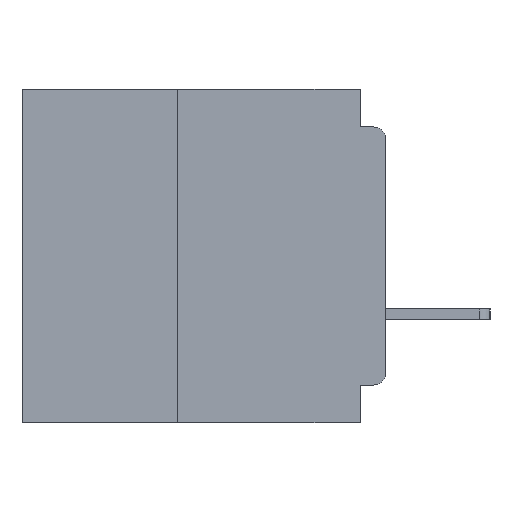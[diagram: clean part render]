
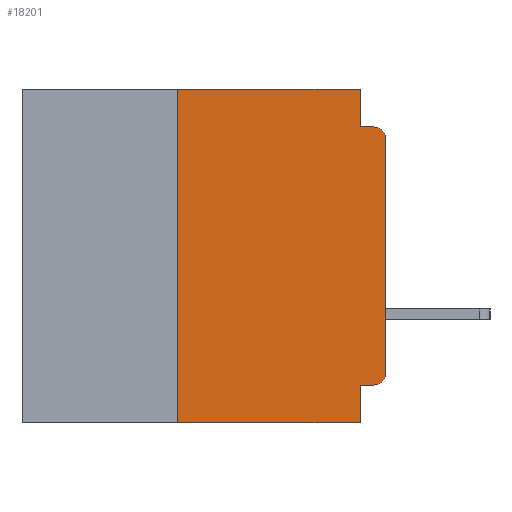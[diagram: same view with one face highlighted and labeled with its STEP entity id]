
A CAD part, left-side view. The second image highlights one B-rep face of the part: STEP entity #18201.
In plain terms, the highlighted planar face has unit normal (-1, 0, 0).
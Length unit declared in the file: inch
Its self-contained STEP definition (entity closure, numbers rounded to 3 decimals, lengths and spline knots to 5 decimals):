
#140 = EDGE_CURVE ( 'NONE', #23474, #14243, #32459, .T. ) ;
#667 = DIRECTION ( 'NONE',  ( 0., -1., 0. ) ) ;
#868 = CARTESIAN_POINT ( 'NONE',  ( 0., 0.031, -0.355 ) ) ;
#1114 = VECTOR ( 'NONE', #20148, 39.37008 ) ;
#1239 = EDGE_CURVE ( 'NONE', #29420, #4905, #8401, .T. ) ;
#1414 = EDGE_CURVE ( 'NONE', #29420, #23474, #2857, .T. ) ;
#1886 = AXIS2_PLACEMENT_3D ( 'NONE', #34547, #16960, #37493 ) ;
#2011 = VECTOR ( 'NONE', #20539, 39.37008 ) ;
#2857 = CIRCLE ( 'NONE', #18207, 0.015 ) ;
#2911 = CARTESIAN_POINT ( 'NONE',  ( 0., 0.437, 0. ) ) ;
#3200 = VERTEX_POINT ( 'NONE', #18411 ) ;
#3322 = ORIENTED_EDGE ( 'NONE', *, *, #27382, .T. ) ;
#3968 = ORIENTED_EDGE ( 'NONE', *, *, #4582, .F. ) ;
#4064 = CARTESIAN_POINT ( 'NONE',  ( 0., 0., -0.34 ) ) ;
#4201 = ORIENTED_EDGE ( 'NONE', *, *, #1239, .F. ) ;
#4582 = EDGE_CURVE ( 'NONE', #3200, #22658, #29957, .T. ) ;
#4599 = CARTESIAN_POINT ( 'NONE',  ( 0., 0., -0.06 ) ) ;
#4905 = VERTEX_POINT ( 'NONE', #868 ) ;
#5890 = DIRECTION ( 'NONE',  ( 0., 0., -1. ) ) ;
#6928 = VERTEX_POINT ( 'NONE', #19680 ) ;
#7162 = VECTOR ( 'NONE', #667, 39.37008 ) ;
#8035 = DIRECTION ( 'NONE',  ( 0., 0., -1. ) ) ;
#8401 = LINE ( 'NONE', #14878, #16265 ) ;
#8545 = CARTESIAN_POINT ( 'NONE',  ( 0., 0.031, -0.4 ) ) ;
#8969 = VERTEX_POINT ( 'NONE', #13574 ) ;
#9832 = LINE ( 'NONE', #14621, #2011 ) ;
#9898 = CARTESIAN_POINT ( 'NONE',  ( 0., 0.031, 0. ) ) ;
#11116 = EDGE_CURVE ( 'NONE', #22658, #6928, #9832, .T. ) ;
#11562 = LINE ( 'NONE', #13466, #18495 ) ;
#13386 = VECTOR ( 'NONE', #21753, 39.37008 ) ;
#13466 = CARTESIAN_POINT ( 'NONE',  ( 0., 0.25, -0.4 ) ) ;
#13574 = CARTESIAN_POINT ( 'NONE',  ( 0., 0.25, -0.4 ) ) ;
#14243 = VERTEX_POINT ( 'NONE', #4599 ) ;
#14621 = CARTESIAN_POINT ( 'NONE',  ( 0., 0., -0.045 ) ) ;
#14631 = VECTOR ( 'NONE', #8035, 39.37008 ) ;
#14878 = CARTESIAN_POINT ( 'NONE',  ( 0., 0., -0.355 ) ) ;
#15202 = EDGE_CURVE ( 'NONE', #22074, #3200, #15967, .T. ) ;
#15967 = LINE ( 'NONE', #35917, #7162 ) ;
#16265 = VECTOR ( 'NONE', #18013, 39.37008 ) ;
#16960 = DIRECTION ( 'NONE',  ( -1., 0., 0. ) ) ;
#17109 = ORIENTED_EDGE ( 'NONE', *, *, #11116, .F. ) ;
#17623 = PLANE ( 'NONE',  #21924 ) ;
#18013 = DIRECTION ( 'NONE',  ( 0., 1., 0. ) ) ;
#18098 = ORIENTED_EDGE ( 'NONE', *, *, #23597, .F. ) ;
#18201 = ADVANCED_FACE ( 'NONE', ( #31340 ), #17623, .F. ) ;
#18207 = AXIS2_PLACEMENT_3D ( 'NONE', #30269, #30026, #29482 ) ;
#18411 = CARTESIAN_POINT ( 'NONE',  ( 0., 0.031, 0. ) ) ;
#18495 = VECTOR ( 'NONE', #36970, 39.37008 ) ;
#19556 = CARTESIAN_POINT ( 'NONE',  ( 0., 0.015, -0.355 ) ) ;
#19680 = CARTESIAN_POINT ( 'NONE',  ( 0., 0.015, -0.045 ) ) ;
#20148 = DIRECTION ( 'NONE',  ( 0., 0., 1. ) ) ;
#20261 = EDGE_CURVE ( 'NONE', #8969, #25661, #20635, .T. ) ;
#20445 = CARTESIAN_POINT ( 'NONE',  ( 0., 0., 0. ) ) ;
#20539 = DIRECTION ( 'NONE',  ( 0., -1., 0. ) ) ;
#20635 = LINE ( 'NONE', #28091, #33491 ) ;
#21753 = DIRECTION ( 'NONE',  ( 0., 0., -1. ) ) ;
#21924 = AXIS2_PLACEMENT_3D ( 'NONE', #2911, #23484, #5890 ) ;
#22074 = VERTEX_POINT ( 'NONE', #26296 ) ;
#22186 = DIRECTION ( 'NONE',  ( 0., -1., 0. ) ) ;
#22295 = ORIENTED_EDGE ( 'NONE', *, *, #140, .T. ) ;
#22658 = VERTEX_POINT ( 'NONE', #26896 ) ;
#23474 = VERTEX_POINT ( 'NONE', #4064 ) ;
#23484 = DIRECTION ( 'NONE',  ( 1., 0., 0. ) ) ;
#23507 = ORIENTED_EDGE ( 'NONE', *, *, #20261, .T. ) ;
#23597 = EDGE_CURVE ( 'NONE', #8969, #22074, #11562, .T. ) ;
#25102 = EDGE_LOOP ( 'NONE', ( #22295, #3322, #17109, #3968, #31931, #18098, #23507, #34493, #4201, #26958 ) ) ;
#25645 = CARTESIAN_POINT ( 'NONE',  ( 0., 0.031, -0.4 ) ) ;
#25661 = VERTEX_POINT ( 'NONE', #8545 ) ;
#25709 = CIRCLE ( 'NONE', #1886, 0.015 ) ;
#26296 = CARTESIAN_POINT ( 'NONE',  ( 0., 0.25, 0. ) ) ;
#26896 = CARTESIAN_POINT ( 'NONE',  ( 0., 0.031, -0.045 ) ) ;
#26958 = ORIENTED_EDGE ( 'NONE', *, *, #1414, .T. ) ;
#27382 = EDGE_CURVE ( 'NONE', #14243, #6928, #25709, .T. ) ;
#28091 = CARTESIAN_POINT ( 'NONE',  ( 0., 0.437, -0.4 ) ) ;
#28160 = EDGE_CURVE ( 'NONE', #4905, #25661, #28407, .T. ) ;
#28407 = LINE ( 'NONE', #25645, #14631 ) ;
#29420 = VERTEX_POINT ( 'NONE', #19556 ) ;
#29482 = DIRECTION ( 'NONE',  ( 0., 0., -1. ) ) ;
#29957 = LINE ( 'NONE', #9898, #13386 ) ;
#30026 = DIRECTION ( 'NONE',  ( -1., 0., 0. ) ) ;
#30269 = CARTESIAN_POINT ( 'NONE',  ( 0., 0.015, -0.34 ) ) ;
#31340 = FACE_OUTER_BOUND ( 'NONE', #25102, .T. ) ;
#31931 = ORIENTED_EDGE ( 'NONE', *, *, #15202, .F. ) ;
#32459 = LINE ( 'NONE', #20445, #1114 ) ;
#33491 = VECTOR ( 'NONE', #22186, 39.37008 ) ;
#34493 = ORIENTED_EDGE ( 'NONE', *, *, #28160, .F. ) ;
#34547 = CARTESIAN_POINT ( 'NONE',  ( 0., 0.015, -0.06 ) ) ;
#35917 = CARTESIAN_POINT ( 'NONE',  ( 0., 0.437, 0. ) ) ;
#36970 = DIRECTION ( 'NONE',  ( 0., 0., 1. ) ) ;
#37493 = DIRECTION ( 'NONE',  ( 0., 0., -1. ) ) ;
